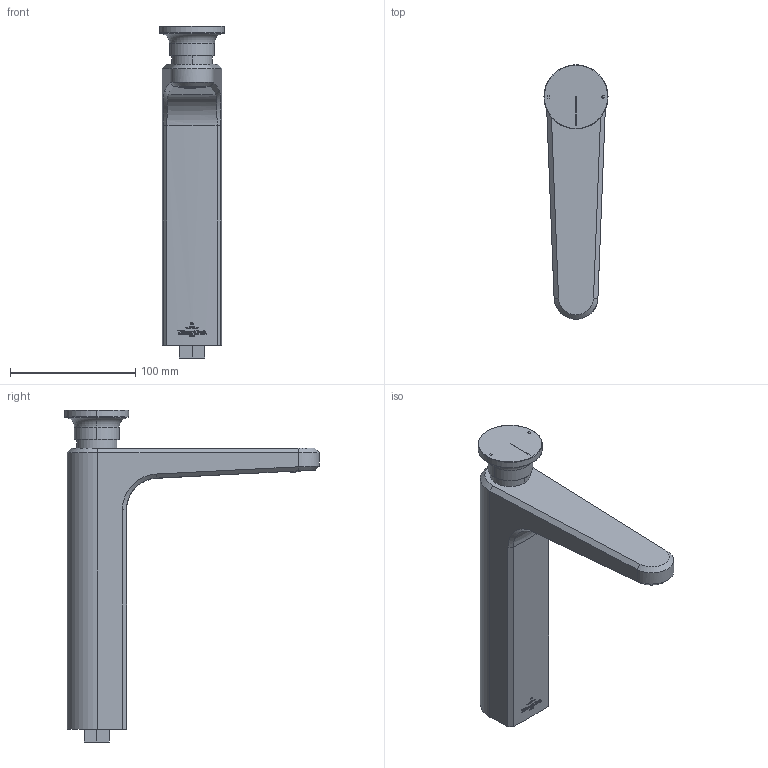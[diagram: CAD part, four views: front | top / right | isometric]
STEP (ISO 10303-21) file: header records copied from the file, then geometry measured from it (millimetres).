
FILE_DESCRIPTION((''),'2;1');
FILE_NAME('TVW117002000_3DPL','2026-02-05T09:06:03',('HristovG'),('AMERICAN STANDARD B&K'),'CREO PARAMETRIC BY PTC INC, 2024253','CREO PARAMETRIC BY PTC INC, 2024253','');
FILE_SCHEMA(('AP242_MANAGED_MODEL_BASED_3D_ENGINEERING_MIM_LF { 1 0 10303 442 1 1 4 }'));
Products named in the file (1): TVW117002000_3DPL
Bounding box: 51.2 x 203.1 x 265.05 mm (x, y, z)
Volume: 611387.4 mm3; surface area: 64525.3 mm2
Topology: 1 solids, 4 shells, 1041 faces, 2766 edges, 1837 vertices
Faces by surface type: cylinder 500, plane 357, bspline 123, torus 29, extrusion 26, cone 4, sphere 2
Entity records: 53089 total; most frequent: CARTESIAN_POINT 21108, ORIENTED_EDGE 5518, DIRECTION 4124, EDGE_CURVE 2765, VERTEX_POINT 1835, VECTOR 1668, LINE 1642, AXIS2_PLACEMENT_3D 1228
